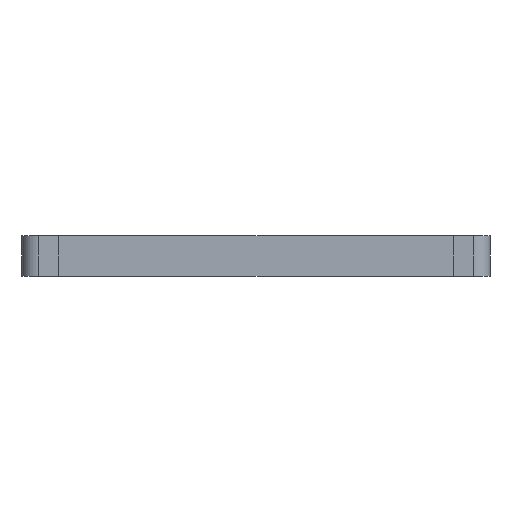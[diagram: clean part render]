
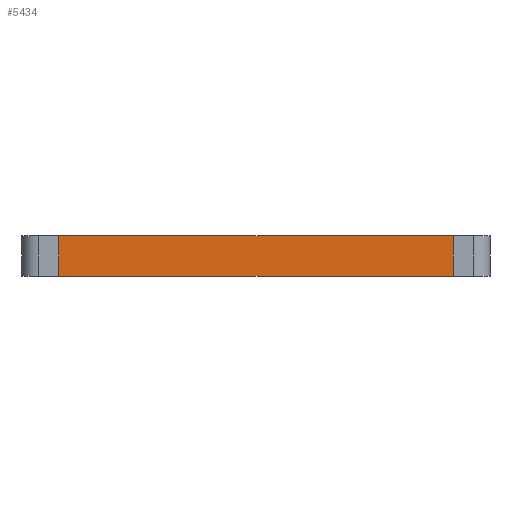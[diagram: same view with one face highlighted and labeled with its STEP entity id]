
A CAD part, left-side view. The second image highlights one B-rep face of the part: STEP entity #5434.
In plain terms, the highlighted planar face has unit normal (-1, 0, 0).
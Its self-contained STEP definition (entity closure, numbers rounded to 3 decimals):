
#445=PLANE('',#5704);
#715=FACE_OUTER_BOUND('',#1054,.T.);
#1054=EDGE_LOOP('',(#5104,#5105,#5106,#5107));
#1219=LINE('',#7218,#1833);
#1656=LINE('',#9295,#2270);
#1667=LINE('',#9324,#2281);
#1673=LINE('',#9335,#2287);
#1833=VECTOR('',#5972,10.);
#2270=VECTOR('',#6785,10.);
#2281=VECTOR('',#6816,10.);
#2287=VECTOR('',#6830,10.);
#2499=VERTEX_POINT('',#7215);
#2500=VERTEX_POINT('',#7217);
#2832=VERTEX_POINT('',#9293);
#2840=VERTEX_POINT('',#9323);
#3028=EDGE_CURVE('',#2499,#2500,#1219,.T.);
#3589=EDGE_CURVE('',#2832,#2499,#1656,.T.);
#3603=EDGE_CURVE('',#2840,#2500,#1667,.T.);
#3609=EDGE_CURVE('',#2832,#2840,#1673,.T.);
#5104=ORIENTED_EDGE('',*,*,#3609,.T.);
#5105=ORIENTED_EDGE('',*,*,#3603,.T.);
#5106=ORIENTED_EDGE('',*,*,#3028,.F.);
#5107=ORIENTED_EDGE('',*,*,#3589,.F.);
#5434=ADVANCED_FACE('',(#715),#445,.T.);
#5704=AXIS2_PLACEMENT_3D('',#9334,#6828,#6829);
#5972=DIRECTION('',(0.,-1.,0.));
#6785=DIRECTION('',(0.,0.,1.));
#6816=DIRECTION('',(0.,0.,1.));
#6828=DIRECTION('center_axis',(-1.,0.,0.));
#6829=DIRECTION('ref_axis',(0.,-1.,0.));
#6830=DIRECTION('',(0.,-1.,0.));
#7215=CARTESIAN_POINT('',(9.5,-32.,8.));
#7217=CARTESIAN_POINT('',(9.5,-140.,8.));
#7218=CARTESIAN_POINT('',(9.5,-32.,8.));
#9293=CARTESIAN_POINT('',(9.5,-32.,-3.));
#9295=CARTESIAN_POINT('',(9.5,-32.,-3.));
#9323=CARTESIAN_POINT('',(9.5,-140.,-3.));
#9324=CARTESIAN_POINT('',(9.5,-140.,-3.));
#9334=CARTESIAN_POINT('Origin',(9.5,-32.,-3.));
#9335=CARTESIAN_POINT('',(9.5,-32.,-3.));
